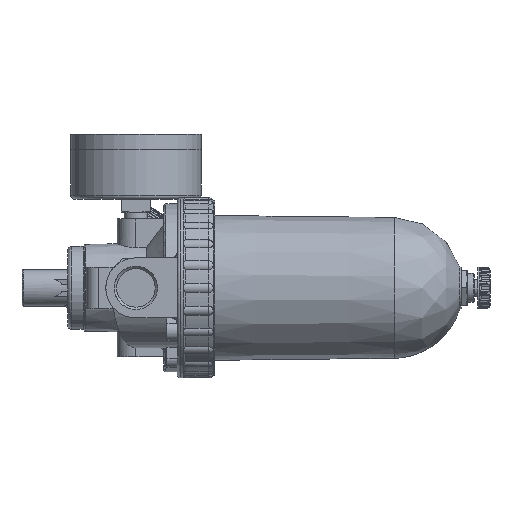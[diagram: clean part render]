
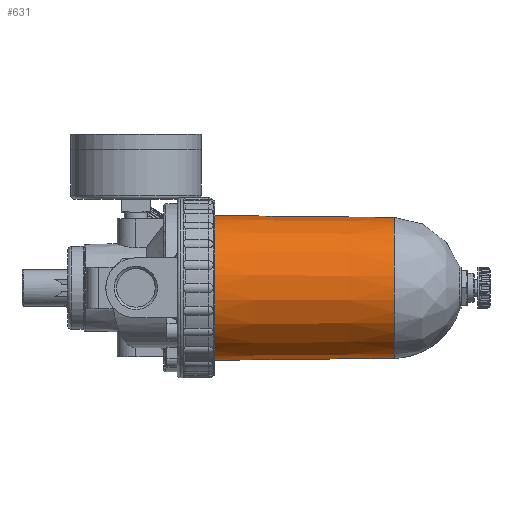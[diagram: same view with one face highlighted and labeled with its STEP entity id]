
A CAD part, left-side view. The second image highlights one B-rep face of the part: STEP entity #631.
In plain terms, the highlighted conical face has half-angle 0.635 degrees and reference radius 34.984 mm.
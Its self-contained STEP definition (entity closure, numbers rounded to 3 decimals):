
#631 = ADVANCED_FACE( '', ( #1928, #1929 ), #1930, .T. );
#1928 = FACE_BOUND( '', #4126, .T. );
#1929 = FACE_OUTER_BOUND( '', #4127, .T. );
#1930 = CONICAL_SURFACE( '', #4128, 34.984, 0.011 );
#4126 = EDGE_LOOP( '', ( #7830 ) );
#4127 = EDGE_LOOP( '', ( #7831 ) );
#4128 = AXIS2_PLACEMENT_3D( '', #7832, #7833, #7834 );
#7830 = ORIENTED_EDGE( '', *, *, #14028, .F. );
#7831 = ORIENTED_EDGE( '', *, *, #14027, .T. );
#7832 = CARTESIAN_POINT( '', ( 0., 0.5, 0. ) );
#7833 = DIRECTION( '', ( 0., 1., 0. ) );
#7834 = DIRECTION( '', ( 0., 0., 1. ) );
#14027 = EDGE_CURVE( '', #16759, #16759, #16760, .T. );
#14028 = EDGE_CURVE( '', #16761, #16761, #16762, .T. );
#16759 = VERTEX_POINT( '', #22995 );
#16760 = CIRCLE( '', #22996, 34.984 );
#16761 = VERTEX_POINT( '', #22997 );
#16762 = CIRCLE( '', #22998, 33.99 );
#22995 = CARTESIAN_POINT( '', ( 0., 0.5, -34.984 ) );
#22996 = AXIS2_PLACEMENT_3D( '', #29456, #29457, #29458 );
#22997 = CARTESIAN_POINT( '', ( 0., -89.254, -33.99 ) );
#22998 = AXIS2_PLACEMENT_3D( '', #29459, #29460, #29461 );
#29456 = CARTESIAN_POINT( '', ( 0., 0.5, 0. ) );
#29457 = DIRECTION( '', ( 0., -1., 0. ) );
#29458 = DIRECTION( '', ( 0., 0., -1. ) );
#29459 = CARTESIAN_POINT( '', ( 0., -89.254, 0. ) );
#29460 = DIRECTION( '', ( 0., -1., 0. ) );
#29461 = DIRECTION( '', ( 0., 0., -1. ) );
